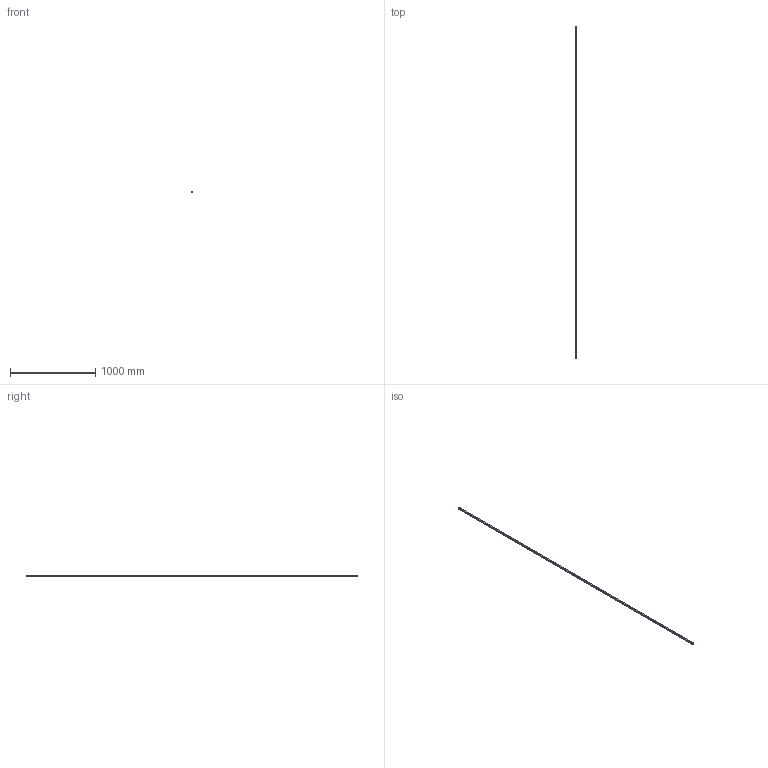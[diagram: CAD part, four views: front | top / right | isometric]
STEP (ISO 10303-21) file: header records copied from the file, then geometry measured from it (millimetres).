
FILE_DESCRIPTION(('STEP AP214'),'1');
FILE_NAME('cctmp_EAB216CD-01C3-4A6D-80CE-9884F5A00A91_2021_02_04_10_30_03_0724..stp','2021-02-04T09:30:04',('HIWIN GmbH'),('CADClick - www.CADClick.com'),'Spatial InterOp 3D',' ','unknown authorization');
FILE_SCHEMA(('AUTOMOTIVE_DESIGN'));
Length unit declared in the file: millimetre
Products named in the file (1): EGR20R3890C_FILE
Bounding box: 20 x 3890 x 15.5 mm (x, y, z)
Volume: 1043771.4 mm3; surface area: 310944 mm2
Topology: 1 solids, 1 shells, 883 faces, 1981 edges, 1234 vertices
Faces by surface type: plane 475, cylinder 408
Entity records: 31839 total; most frequent: DIRECTION 4825, CARTESIAN_POINT 4099, ORIENTED_EDGE 3962, EDGE_CURVE 1981, AXIS2_PLACEMENT_3D 1960, VERTEX_POINT 1234, EDGE_LOOP 1017, LINE 905
